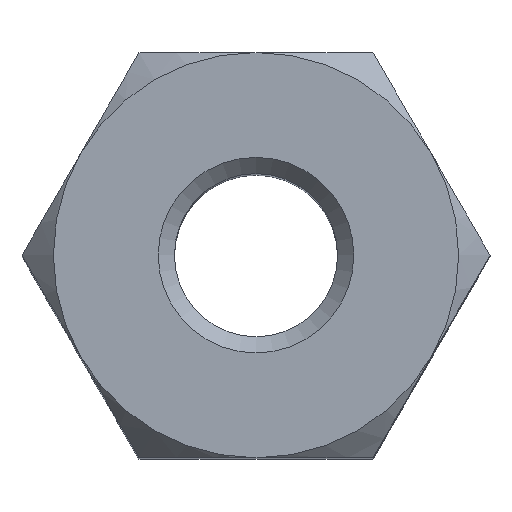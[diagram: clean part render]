
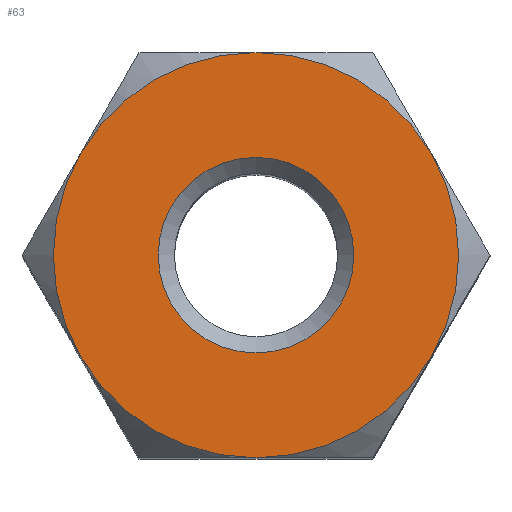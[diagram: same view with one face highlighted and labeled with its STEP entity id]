
A CAD part, top view. The second image highlights one B-rep face of the part: STEP entity #63.
In plain terms, the highlighted planar face has unit normal (0, 0, 1).
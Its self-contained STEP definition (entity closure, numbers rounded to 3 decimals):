
#63 = ADVANCED_FACE( '', ( #136, #137 ), #138, .T. );
#136 = FACE_BOUND( '', #217, .T. );
#137 = FACE_OUTER_BOUND( '', #218, .T. );
#138 = PLANE( '', #219 );
#217 = EDGE_LOOP( '', ( #331 ) );
#218 = EDGE_LOOP( '', ( #332, #333, #334, #335, #336, #337 ) );
#219 = AXIS2_PLACEMENT_3D( '', #338, #339, #340 );
#331 = ORIENTED_EDGE( '', *, *, #487, .T. );
#332 = ORIENTED_EDGE( '', *, *, #462, .F. );
#333 = ORIENTED_EDGE( '', *, *, #488, .F. );
#334 = ORIENTED_EDGE( '', *, *, #481, .F. );
#335 = ORIENTED_EDGE( '', *, *, #450, .T. );
#336 = ORIENTED_EDGE( '', *, *, #489, .F. );
#337 = ORIENTED_EDGE( '', *, *, #490, .F. );
#338 = CARTESIAN_POINT( '', ( 0., 0., 6. ) );
#339 = DIRECTION( '', ( 0., 0., 1. ) );
#340 = DIRECTION( '', ( 1., 0., 0. ) );
#450 = EDGE_CURVE( '', #519, #520, #521, .T. );
#462 = EDGE_CURVE( '', #539, #542, #543, .F. );
#481 = EDGE_CURVE( '', #519, #571, #572, .F. );
#487 = EDGE_CURVE( '', #579, #579, #580, .T. );
#488 = EDGE_CURVE( '', #571, #539, #581, .F. );
#489 = EDGE_CURVE( '', #531, #520, #582, .F. );
#490 = EDGE_CURVE( '', #542, #531, #583, .F. );
#519 = VERTEX_POINT( '', #616 );
#520 = VERTEX_POINT( '', #617 );
#521 = CIRCLE( '', #618, 2.5 );
#531 = VERTEX_POINT( '', #648 );
#539 = VERTEX_POINT( '', #674 );
#542 = VERTEX_POINT( '', #682 );
#543 = CIRCLE( '', #683, 2.5 );
#571 = VERTEX_POINT( '', #736 );
#572 = CIRCLE( '', #737, 2.5 );
#579 = VERTEX_POINT( '', #763 );
#580 = CIRCLE( '', #764, 1.207 );
#581 = CIRCLE( '', #765, 2.5 );
#582 = CIRCLE( '', #766, 2.5 );
#583 = CIRCLE( '', #767, 2.5 );
#616 = CARTESIAN_POINT( '', ( 0., 2.5, 6. ) );
#617 = CARTESIAN_POINT( '', ( -2.165, 1.25, 6. ) );
#618 = AXIS2_PLACEMENT_3D( '', #862, #863, #864 );
#648 = CARTESIAN_POINT( '', ( -2.165, -1.25, 6. ) );
#674 = CARTESIAN_POINT( '', ( 2.165, -1.25, 6. ) );
#682 = CARTESIAN_POINT( '', ( 0., -2.5, 6. ) );
#683 = AXIS2_PLACEMENT_3D( '', #867, #868, #869 );
#736 = CARTESIAN_POINT( '', ( 2.165, 1.25, 6. ) );
#737 = AXIS2_PLACEMENT_3D( '', #898, #899, #900 );
#763 = CARTESIAN_POINT( '', ( 0., 1.207, 6. ) );
#764 = AXIS2_PLACEMENT_3D( '', #901, #902, #903 );
#765 = AXIS2_PLACEMENT_3D( '', #904, #905, #906 );
#766 = AXIS2_PLACEMENT_3D( '', #907, #908, #909 );
#767 = AXIS2_PLACEMENT_3D( '', #910, #911, #912 );
#862 = CARTESIAN_POINT( '', ( 0., 0., 6. ) );
#863 = DIRECTION( '', ( 0., 0., 1. ) );
#864 = DIRECTION( '', ( 1., 0., 0. ) );
#867 = CARTESIAN_POINT( '', ( 0., 0., 6. ) );
#868 = DIRECTION( '', ( 0., 0., 1. ) );
#869 = DIRECTION( '', ( 1., 0., 0. ) );
#898 = CARTESIAN_POINT( '', ( 0., 0., 6. ) );
#899 = DIRECTION( '', ( 0., 0., 1. ) );
#900 = DIRECTION( '', ( 1., 0., 0. ) );
#901 = CARTESIAN_POINT( '', ( 0., 0., 6. ) );
#902 = DIRECTION( '', ( 0., 0., -1. ) );
#903 = DIRECTION( '', ( 0., 1., 0. ) );
#904 = CARTESIAN_POINT( '', ( 0., 0., 6. ) );
#905 = DIRECTION( '', ( 0., 0., 1. ) );
#906 = DIRECTION( '', ( 1., 0., 0. ) );
#907 = CARTESIAN_POINT( '', ( 0., 0., 6. ) );
#908 = DIRECTION( '', ( 0., 0., 1. ) );
#909 = DIRECTION( '', ( 1., 0., 0. ) );
#910 = CARTESIAN_POINT( '', ( 0., 0., 6. ) );
#911 = DIRECTION( '', ( 0., 0., 1. ) );
#912 = DIRECTION( '', ( 1., 0., 0. ) );
